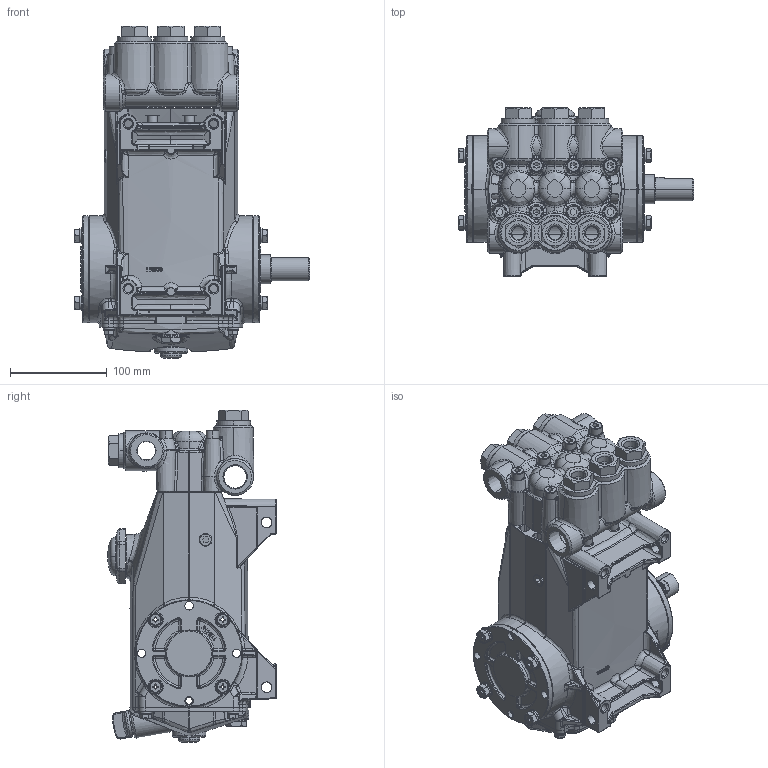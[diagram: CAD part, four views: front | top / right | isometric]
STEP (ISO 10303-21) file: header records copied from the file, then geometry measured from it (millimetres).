
FILE_DESCRIPTION (( 'STEP AP203' ), '1' );
FILE_NAME ('7CP6185CS.STEP', '2023-08-24T12:57:09', ( '' ), ( '' ), 'SwSTEP 2.0', 'SolidWorks 2023', '' );
FILE_SCHEMA (( 'CONFIG_CONTROL_DESIGN' ));
Products named in the file (1): 7CP6185CS
Bounding box: 242.55 x 173.98 x 342.5 mm (x, y, z)
Surface area: 329648.6 mm2 (no closed solid volume)
Topology: 0 solids, 73 shells, 2681 faces, 8343 edges, 5501 vertices
Faces by surface type: bspline 814, plane 751, cylinder 526, cone 318, torus 179, sphere 93
Entity records: 137524 total; most frequent: CARTESIAN_POINT 73275, ORIENTED_EDGE 13932, DIRECTION 11298, EDGE_CURVE 8271, VERTEX_POINT 5496, AXIS2_PLACEMENT_3D 4485, EDGE_LOOP 2932, B_SPLINE_CURVE_WITH_KNOTS 2847
